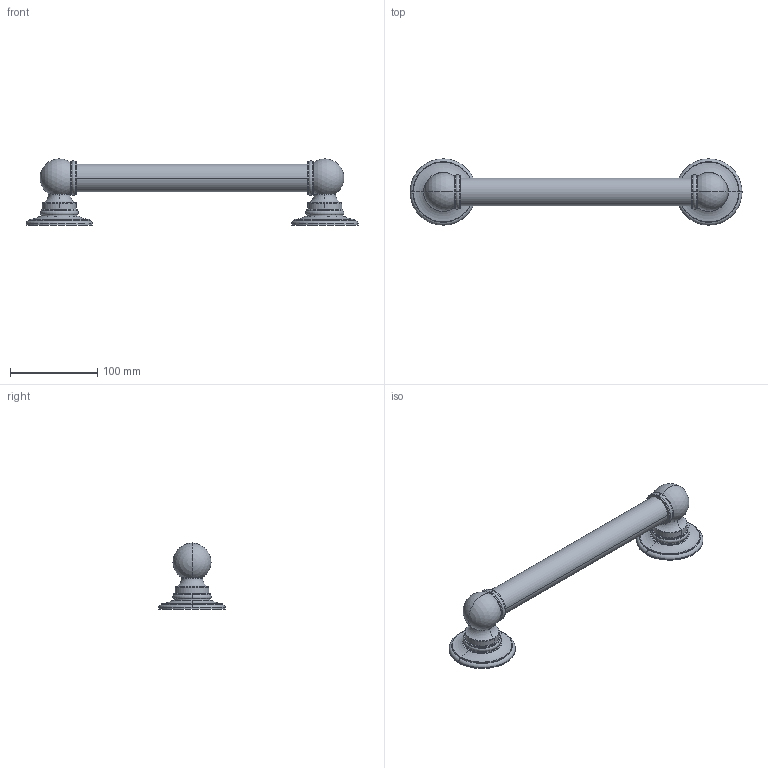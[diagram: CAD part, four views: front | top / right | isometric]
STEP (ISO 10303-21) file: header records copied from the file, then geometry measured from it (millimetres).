
FILE_DESCRIPTION((''),'2;1');
FILE_NAME('4560','2021-06-15T09:15:28',('rsmith'),(''),'CREO PARAMETRIC BY PTC INC, 2018400','CREO PARAMETRIC BY PTC INC, 2018400','');
FILE_SCHEMA(('AUTOMOTIVE_DESIGN { 1 0 10303 214 1 1 1 1 }'));
Length unit declared in the file: inch
Products named in the file (1): 4560
Bounding box: 381 x 76.2 x 75.85 mm (x, y, z)
Volume: 427688.2 mm3; surface area: 62447.8 mm2
Topology: 1 solids, 1 shells, 98 faces, 208 edges, 118 vertices
Faces by surface type: torus 44, cylinder 38, plane 12, sphere 4
Entity records: 3464 total; most frequent: DIRECTION 566, CARTESIAN_POINT 422, ORIENTED_EDGE 408, AXIS2_PLACEMENT_3D 264, PRESENTATION_STYLE_ASSIGNMENT 205, STYLED_ITEM 205, CURVE_STYLE 204, EDGE_CURVE 204
